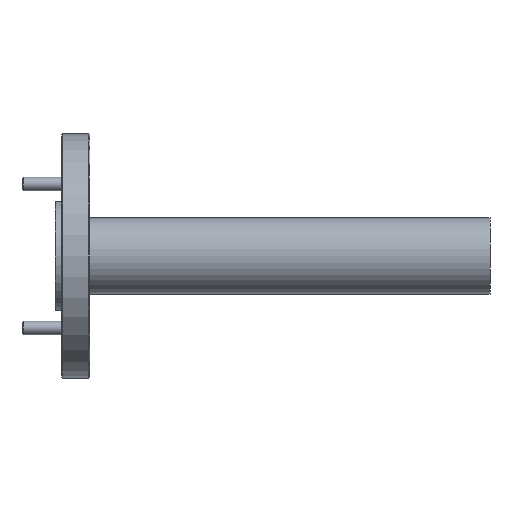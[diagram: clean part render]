
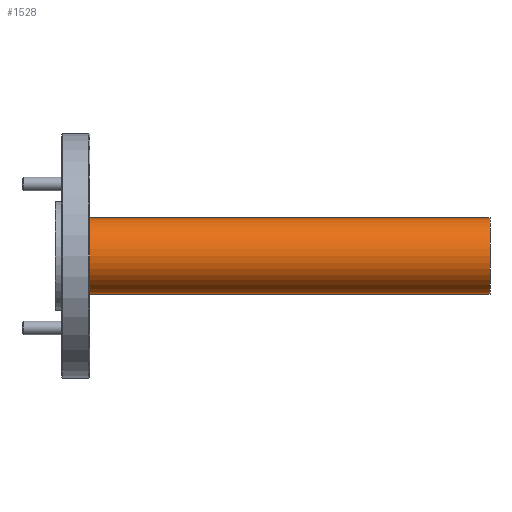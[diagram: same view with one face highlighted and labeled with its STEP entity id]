
A CAD part, front view. The second image highlights one B-rep face of the part: STEP entity #1528.
In plain terms, the highlighted cylindrical face has radius 4.445 mm (diameter 8.89 mm), a partial arc.
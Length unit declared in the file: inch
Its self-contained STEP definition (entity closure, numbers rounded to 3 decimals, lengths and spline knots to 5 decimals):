
#42 = CIRCLE ( 'NONE', #868, 0.175 ) ;
#82 = DIRECTION ( 'NONE',  ( 0., 0., -1. ) ) ;
#184 = EDGE_CURVE ( 'NONE', #234, #457, #812, .T. ) ;
#234 = VERTEX_POINT ( 'NONE', #678 ) ;
#261 = CYLINDRICAL_SURFACE ( 'NONE', #594, 0.175 ) ;
#282 = LINE ( 'NONE', #814, #1177 ) ;
#366 = DIRECTION ( 'NONE',  ( 0., 0., -1. ) ) ;
#457 = VERTEX_POINT ( 'NONE', #1620 ) ;
#479 = AXIS2_PLACEMENT_3D ( 'NONE', #667, #836, #366 ) ;
#594 = AXIS2_PLACEMENT_3D ( 'NONE', #1048, #1830, #82 ) ;
#638 = CARTESIAN_POINT ( 'NONE',  ( -2.21942, 0.52042, 1.52028 ) ) ;
#640 = CIRCLE ( 'NONE', #479, 0.175 ) ;
#667 = CARTESIAN_POINT ( 'NONE',  ( -2.21942, 0.52042, 1.34528 ) ) ;
#676 = CARTESIAN_POINT ( 'NONE',  ( -2.21942, 0.52042, 1.17028 ) ) ;
#678 = CARTESIAN_POINT ( 'NONE',  ( -4.05942, 0.52042, 1.52028 ) ) ;
#691 = EDGE_CURVE ( 'NONE', #1397, #2010, #282, .T. ) ;
#812 = LINE ( 'NONE', #638, #895 ) ;
#814 = CARTESIAN_POINT ( 'NONE',  ( -2.21942, 0.52042, 1.17028 ) ) ;
#836 = DIRECTION ( 'NONE',  ( -1., 0., 0. ) ) ;
#868 = AXIS2_PLACEMENT_3D ( 'NONE', #1587, #1731, #1902 ) ;
#895 = VECTOR ( 'NONE', #1315, 39.37008 ) ;
#1031 = ORIENTED_EDGE ( 'NONE', *, *, #184, .F. ) ;
#1048 = CARTESIAN_POINT ( 'NONE',  ( -2.21942, 0.52042, 1.34528 ) ) ;
#1101 = ORIENTED_EDGE ( 'NONE', *, *, #2042, .T. ) ;
#1177 = VECTOR ( 'NONE', #1319, 39.37008 ) ;
#1304 = EDGE_LOOP ( 'NONE', ( #1031, #1328, #1768, #1101 ) ) ;
#1315 = DIRECTION ( 'NONE',  ( 1., 0., 0. ) ) ;
#1319 = DIRECTION ( 'NONE',  ( 1., 0., 0. ) ) ;
#1328 = ORIENTED_EDGE ( 'NONE', *, *, #1865, .T. ) ;
#1395 = CARTESIAN_POINT ( 'NONE',  ( -4.05942, 0.52042, 1.17028 ) ) ;
#1397 = VERTEX_POINT ( 'NONE', #1395 ) ;
#1528 = ADVANCED_FACE ( 'NONE', ( #1868 ), #261, .T. ) ;
#1587 = CARTESIAN_POINT ( 'NONE',  ( -4.05942, 0.52042, 1.34528 ) ) ;
#1620 = CARTESIAN_POINT ( 'NONE',  ( -2.21942, 0.52042, 1.52028 ) ) ;
#1731 = DIRECTION ( 'NONE',  ( 1., 0., 0. ) ) ;
#1768 = ORIENTED_EDGE ( 'NONE', *, *, #691, .T. ) ;
#1830 = DIRECTION ( 'NONE',  ( 1., 0., 0. ) ) ;
#1865 = EDGE_CURVE ( 'NONE', #234, #1397, #42, .T. ) ;
#1868 = FACE_OUTER_BOUND ( 'NONE', #1304, .T. ) ;
#1902 = DIRECTION ( 'NONE',  ( 0., 0., -1. ) ) ;
#2010 = VERTEX_POINT ( 'NONE', #676 ) ;
#2042 = EDGE_CURVE ( 'NONE', #2010, #457, #640, .T. ) ;
